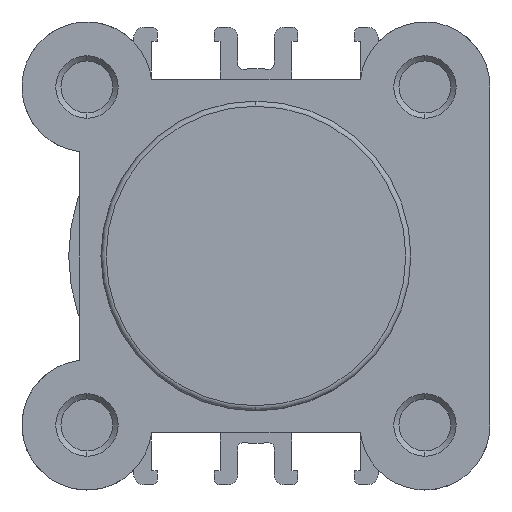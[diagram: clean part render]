
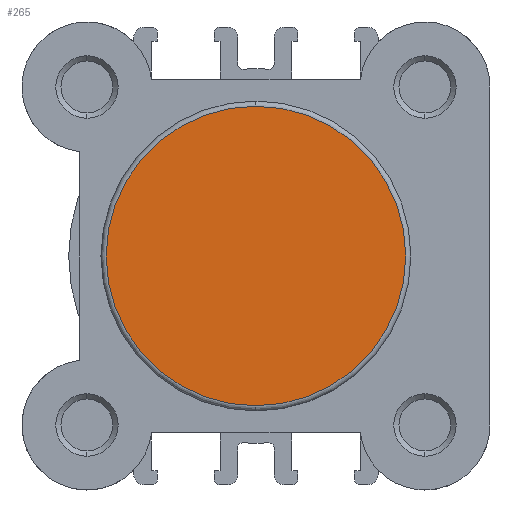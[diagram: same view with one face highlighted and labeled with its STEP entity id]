
A CAD part, left-side view. The second image highlights one B-rep face of the part: STEP entity #265.
In plain terms, the highlighted planar face has unit normal (-1, 0, 0).
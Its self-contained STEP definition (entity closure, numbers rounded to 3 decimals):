
#265 = ADVANCED_FACE ( 'NONE', ( #5061 ), #5777, .T. ) ;
#1164 = EDGE_LOOP ( 'NONE', ( #4179, #4178 ) ) ;
#2296 = CIRCLE ( 'NONE', #4090, 14.4 ) ;
#2317 = CIRCLE ( 'NONE', #4102, 14.4 ) ;
#2640 = CARTESIAN_POINT ( 'NONE',  ( 0., 0., 0. ) ) ;
#2641 = DIRECTION ( 'NONE',  ( -1., 0., 0. ) ) ;
#2642 = DIRECTION ( 'NONE',  ( 0., 0., 1. ) ) ;
#2683 = CARTESIAN_POINT ( 'NONE',  ( 0., 0., 0. ) ) ;
#2690 = DIRECTION ( 'NONE',  ( -1., 0., 0. ) ) ;
#2691 = DIRECTION ( 'NONE',  ( 0., 0., 1. ) ) ;
#2877 = CARTESIAN_POINT ( 'NONE',  ( 0., 0., -14.4 ) ) ;
#2882 = CARTESIAN_POINT ( 'NONE',  ( 0., 0., 14.4 ) ) ;
#3553 = EDGE_CURVE ( 'NONE', #7222, #7217, #2296, .T. ) ;
#3571 = EDGE_CURVE ( 'NONE', #7217, #7222, #2317, .T. ) ;
#3805 = AXIS2_PLACEMENT_3D ( 'NONE', #5776, #5778, #5779 ) ;
#4090 = AXIS2_PLACEMENT_3D ( 'NONE', #2640, #2641, #2642 ) ;
#4102 = AXIS2_PLACEMENT_3D ( 'NONE', #2683, #2690, #2691 ) ;
#4178 = ORIENTED_EDGE ( 'NONE', *, *, #3571, .T. ) ;
#4179 = ORIENTED_EDGE ( 'NONE', *, *, #3553, .T. ) ;
#5061 = FACE_OUTER_BOUND ( 'NONE', #1164, .T. ) ;
#5776 = CARTESIAN_POINT ( 'NONE',  ( 0., -14.9, 0. ) ) ;
#5777 = PLANE ( 'NONE',  #3805 ) ;
#5778 = DIRECTION ( 'NONE',  ( -1., 0., 0. ) ) ;
#5779 = DIRECTION ( 'NONE',  ( 0., 0., 1. ) ) ;
#7217 = VERTEX_POINT ( 'NONE', #2877 ) ;
#7222 = VERTEX_POINT ( 'NONE', #2882 ) ;
